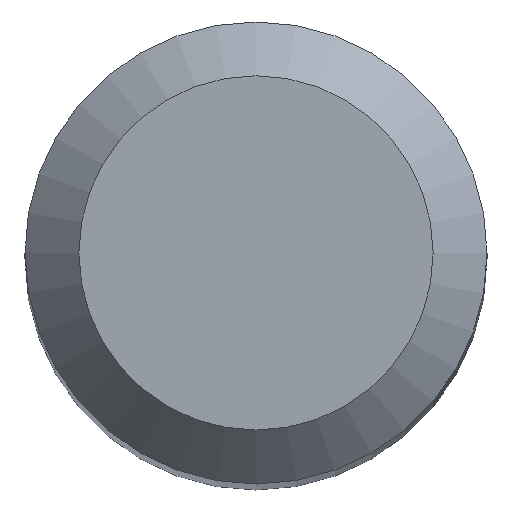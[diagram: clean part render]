
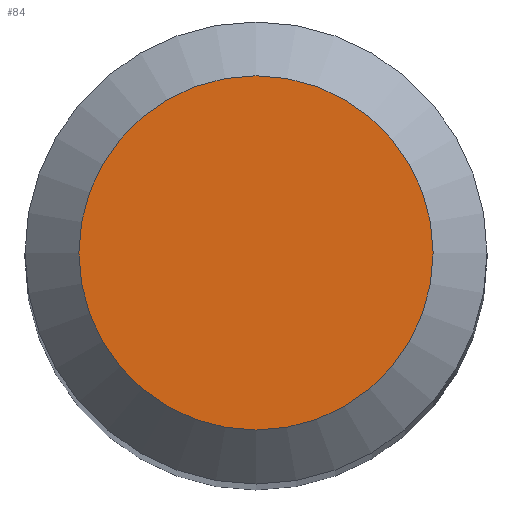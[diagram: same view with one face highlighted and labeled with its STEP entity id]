
A CAD part, top view. The second image highlights one B-rep face of the part: STEP entity #84.
In plain terms, the highlighted planar face has unit normal (0, 0, 1).
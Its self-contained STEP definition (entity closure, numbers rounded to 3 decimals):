
#8 = DIRECTION ( 'NONE',  ( 0., 1., 0. ) ) ;
#12 = AXIS2_PLACEMENT_3D ( 'NONE', #167, #127, #8 ) ;
#30 = DIRECTION ( 'NONE',  ( 0., 0., -1. ) ) ;
#31 = CARTESIAN_POINT ( 'NONE',  ( 0., 0., 79. ) ) ;
#36 = CARTESIAN_POINT ( 'NONE',  ( 0., 2.3, 79. ) ) ;
#73 = EDGE_LOOP ( 'NONE', ( #147 ) ) ;
#84 = ADVANCED_FACE ( 'NONE', ( #254 ), #208, .F. ) ;
#111 = DIRECTION ( 'NONE',  ( 0., 1., 0. ) ) ;
#127 = DIRECTION ( 'NONE',  ( 0., 0., -1. ) ) ;
#129 = EDGE_CURVE ( 'NONE', #152, #152, #170, .T. ) ;
#147 = ORIENTED_EDGE ( 'NONE', *, *, #129, .F. ) ;
#152 = VERTEX_POINT ( 'NONE', #36 ) ;
#167 = CARTESIAN_POINT ( 'NONE',  ( 0., 0., 79. ) ) ;
#170 = CIRCLE ( 'NONE', #174, 2.3 ) ;
#174 = AXIS2_PLACEMENT_3D ( 'NONE', #31, #30, #111 ) ;
#208 = PLANE ( 'NONE',  #12 ) ;
#254 = FACE_OUTER_BOUND ( 'NONE', #73, .T. ) ;
